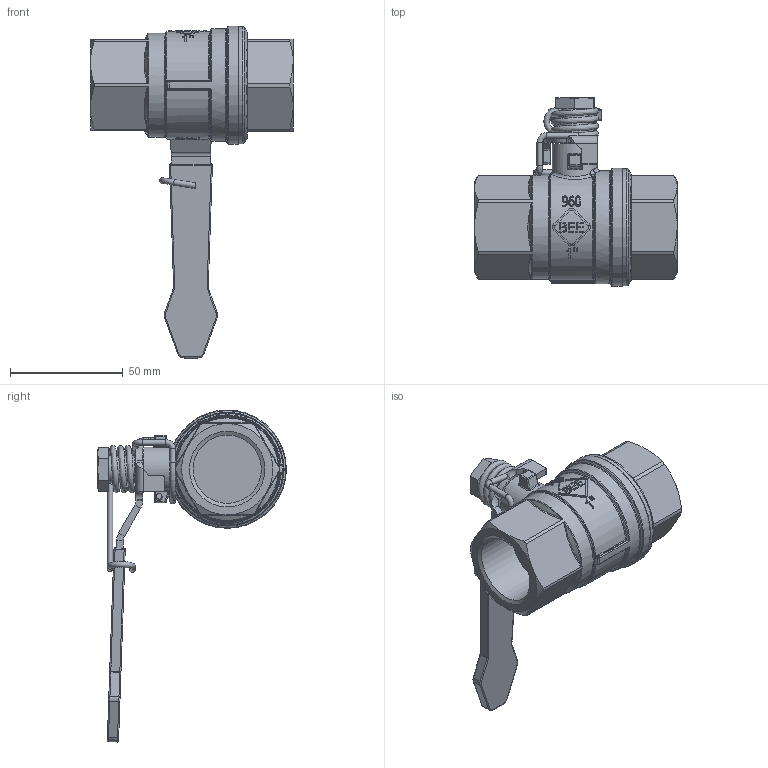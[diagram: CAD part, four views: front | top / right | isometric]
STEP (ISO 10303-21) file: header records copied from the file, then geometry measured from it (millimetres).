
FILE_DESCRIPTION(/* description */ (''),/* implementation_level */ '2;1');
FILE_NAME(/* name */ '960_960F_25.stp',/* time_stamp */ '2021-09-22T16:39:36+02:00',/* author */ ('sga-ext'),/* organization */ (''),/* preprocessor_version */ 'ST-DEVELOPER v18.1',/* originating_system */ 'Autodesk Inventor 2021',/* authorisation */ '');
FILE_SCHEMA (('AUTOMOTIVE_DESIGN { 1 0 10303 214 3 1 1 }'));
Length unit declared in the file: millimetre
Products named in the file (1): ENG-070210
Bounding box: 90 x 83.75 x 147.28 mm (x, y, z)
Volume: 137067.1 mm3; surface area: 32308.8 mm2
Topology: 1 solids, 3 shells, 642 faces, 1653 edges, 1048 vertices
Faces by surface type: plane 244, bspline 188, cylinder 137, torus 39, cone 22, sphere 12
Full cylindrical faces by diameter (mm): 2.5 x7, 12 x1, 12.98 x1, 13 x1, 20 x1, 30.291 x2, 46 x1, 50 x1, 52 x1, 52.5 x1
Entity records: 25977 total; most frequent: CARTESIAN_POINT 10720, ORIENTED_EDGE 3286, DIRECTION 2578, EDGE_CURVE 1643, VERTEX_POINT 1048, AXIS2_PLACEMENT_3D 920, LINE 738, VECTOR 738
